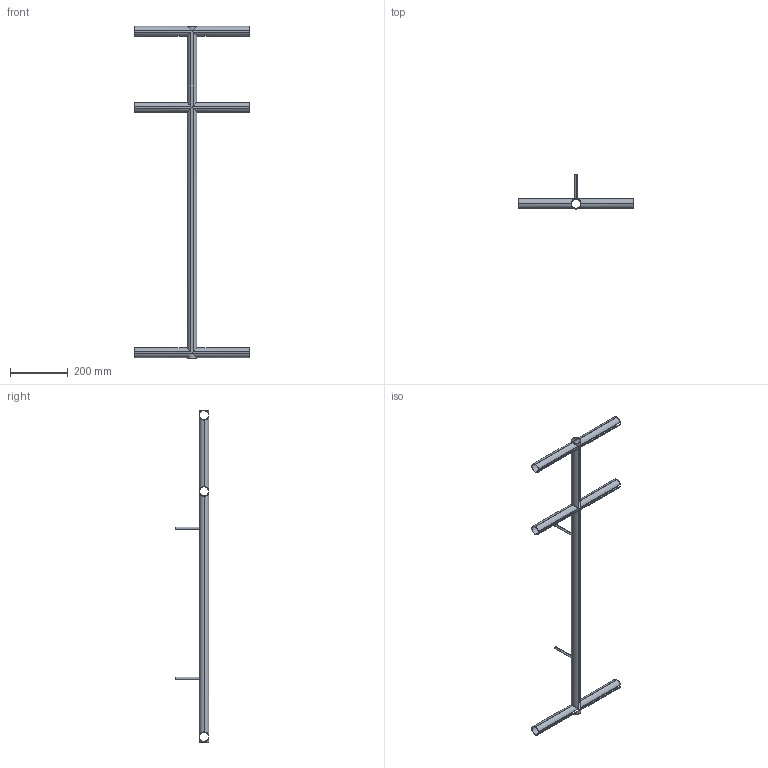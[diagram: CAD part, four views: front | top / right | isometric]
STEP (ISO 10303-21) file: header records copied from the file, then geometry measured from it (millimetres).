
FILE_DESCRIPTION (( 'STEP AP214' ), '1' );
FILE_NAME ('Tube Inox.STEP', '2024-07-22T12:57:27', ( '' ), ( '' ), 'SwSTEP 2.0', 'SolidWorks 2020', '' );
FILE_SCHEMA (( 'AUTOMOTIVE_DESIGN' ));
Length unit declared in the file: millimetre
Products named in the file (1): Tube Inox
Bounding box: 400 x 116.85 x 1150 mm (x, y, z)
Volume: 187722 mm3; surface area: 430840.7 mm2
Topology: 1 solids, 1 shells, 84 faces, 200 edges, 118 vertices
Faces by surface type: cylinder 60, plane 24
Entity records: 2534 total; most frequent: CARTESIAN_POINT 679, ORIENTED_EDGE 400, DIRECTION 370, EDGE_CURVE 200, AXIS2_PLACEMENT_3D 137, VERTEX_POINT 118, VECTOR 96, LINE 96
